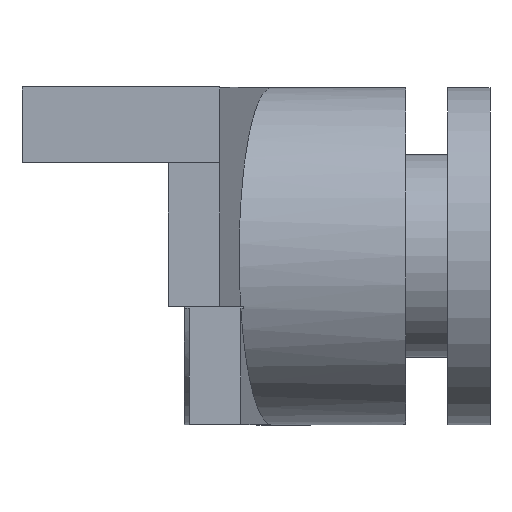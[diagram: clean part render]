
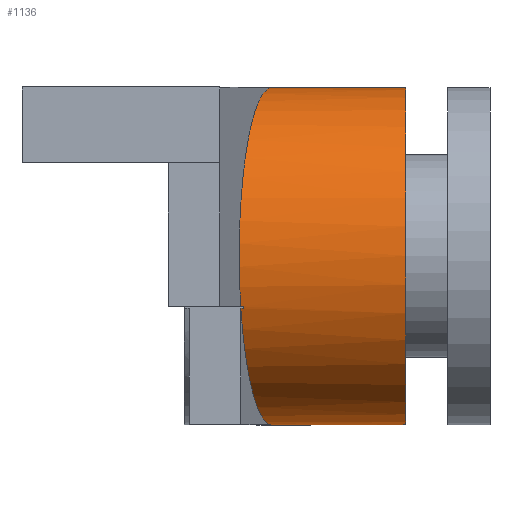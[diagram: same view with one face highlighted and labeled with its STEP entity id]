
A CAD part, top view. The second image highlights one B-rep face of the part: STEP entity #1136.
In plain terms, the highlighted cylindrical face has radius 10 mm (diameter 20 mm), a partial arc.
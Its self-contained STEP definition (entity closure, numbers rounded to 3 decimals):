
#57=CARTESIAN_POINT('Axis2P3D Location',(-7.5,0.,0.)) ;
#61=CARTESIAN_POINT('Vertex',(-7.5,-3.,9.539)) ;
#63=CARTESIAN_POINT('Vertex',(-7.5,-3.122,9.5)) ;
#128=CARTESIAN_POINT('Axis2P3D Location',(-1.936,0.,0.)) ;
#314=CARTESIAN_POINT('Control Point',(-5.831,10.,0.013)) ;
#315=CARTESIAN_POINT('Control Point',(-6.225,9.997,2.065)) ;
#316=CARTESIAN_POINT('Control Point',(-6.62,9.468,4.117)) ;
#317=CARTESIAN_POINT('Control Point',(-6.981,8.412,5.995)) ;
#318=CARTESIAN_POINT('Control Point',(-7.511,5.699,8.753)) ;
#319=CARTESIAN_POINT('Control Point',(-7.753,2.055,10.009)) ;
#320=CARTESIAN_POINT('Control Point',(-7.792,0.325,10.213)) ;
#321=CARTESIAN_POINT('Control Point',(-7.76,-1.393,10.045)) ;
#322=CARTESIAN_POINT('Control Point',(-7.663,-3.,9.539)) ;
#323=CARTESIAN_POINT('Vertex',(-5.831,10.,0.013)) ;
#325=CARTESIAN_POINT('Vertex',(-7.663,-3.,9.539)) ;
#361=CARTESIAN_POINT('Line Origine',(-1.936,-10.,0.)) ;
#365=CARTESIAN_POINT('Vertex',(-5.828,-10.,0.)) ;
#367=CARTESIAN_POINT('Vertex',(2.128,-10.,0.)) ;
#393=CARTESIAN_POINT('Vertex',(-5.828,10.,0.)) ;
#396=CARTESIAN_POINT('Line Origine',(-1.936,10.,0.)) ;
#400=CARTESIAN_POINT('Vertex',(2.128,10.,0.)) ;
#912=CARTESIAN_POINT('Axis2P3D Location',(2.128,0.,0.)) ;
#1034=CARTESIAN_POINT('Control Point',(-5.828,10.,0.)) ;
#1035=CARTESIAN_POINT('Control Point',(-5.831,10.,0.013)) ;
#1095=CARTESIAN_POINT('Control Point',(-7.655,-3.122,9.5)) ;
#1096=CARTESIAN_POINT('Control Point',(-7.503,-5.526,8.71)) ;
#1097=CARTESIAN_POINT('Control Point',(-7.205,-7.674,7.162)) ;
#1098=CARTESIAN_POINT('Control Point',(-6.785,-9.226,4.978)) ;
#1099=CARTESIAN_POINT('Control Point',(-6.307,-10.,2.489)) ;
#1100=CARTESIAN_POINT('Control Point',(-5.828,-10.,0.)) ;
#1101=CARTESIAN_POINT('Vertex',(-7.655,-3.122,9.5)) ;
#1115=CARTESIAN_POINT('Line Origine',(-1.936,-3.,9.539)) ;
#1120=CARTESIAN_POINT('Line Origine',(-1.936,-3.122,9.5)) ;
#58=DIRECTION('Axis2P3D Direction',(1.,0.,0.)) ;
#129=DIRECTION('Axis2P3D Direction',(1.,0.,0.)) ;
#130=DIRECTION('Axis2P3D XDirection',(0.,1.,0.)) ;
#362=DIRECTION('Vector Direction',(1.,0.,0.)) ;
#397=DIRECTION('Vector Direction',(1.,0.,0.)) ;
#913=DIRECTION('Axis2P3D Direction',(1.,0.,0.)) ;
#1116=DIRECTION('Vector Direction',(1.,0.,0.)) ;
#1121=DIRECTION('Vector Direction',(1.,0.,0.)) ;
#59=AXIS2_PLACEMENT_3D('Circle Axis2P3D',#57,#58,$) ;
#131=AXIS2_PLACEMENT_3D('Cylinder Axis2P3D',#128,#129,#130) ;
#914=AXIS2_PLACEMENT_3D('Circle Axis2P3D',#912,#913,$) ;
#1126=ORIENTED_EDGE('',*,*,#1103,.T.) ;
#1127=ORIENTED_EDGE('',*,*,#369,.T.) ;
#1128=ORIENTED_EDGE('',*,*,#916,.F.) ;
#1129=ORIENTED_EDGE('',*,*,#402,.F.) ;
#1130=ORIENTED_EDGE('',*,*,#1036,.T.) ;
#1131=ORIENTED_EDGE('',*,*,#327,.T.) ;
#1132=ORIENTED_EDGE('',*,*,#1119,.F.) ;
#1133=ORIENTED_EDGE('',*,*,#65,.T.) ;
#1134=ORIENTED_EDGE('',*,*,#1124,.T.) ;
#363=VECTOR('Line Direction',#362,1.) ;
#398=VECTOR('Line Direction',#397,1.) ;
#1117=VECTOR('Line Direction',#1116,1.) ;
#1122=VECTOR('Line Direction',#1121,1.) ;
#1136=ADVANCED_FACE('appui-seringue',(#1135),#132,.T.) ;
#313=B_SPLINE_CURVE_WITH_KNOTS('',5,(#314,#315,#316,#317,#318,#319,#320,#321,#322),.UNSPECIFIED.,.F.,.U.,(6,3,6),(0.019,14.795,26.73),.UNSPECIFIED.) ;
#1033=B_SPLINE_CURVE_WITH_KNOTS('',1,(#1034,#1035),.UNSPECIFIED.,.F.,.U.,(2,2),(-1.921,-1.908),.UNSPECIFIED.) ;
#1094=B_SPLINE_CURVE_WITH_KNOTS('',5,(#1095,#1096,#1097,#1098,#1099,#1100),.UNSPECIFIED.,.F.,.U.,(6,6),(26.912,44.836),.UNSPECIFIED.) ;
#60=CIRCLE('generated circle',#59,10.) ;
#915=CIRCLE('generated circle',#914,10.) ;
#132=CYLINDRICAL_SURFACE('generated cylinder',#131,10.) ;
#65=EDGE_CURVE('',#62,#64,#60,.T.) ;
#327=EDGE_CURVE('',#324,#326,#313,.T.) ;
#369=EDGE_CURVE('',#366,#368,#364,.T.) ;
#402=EDGE_CURVE('',#394,#401,#399,.T.) ;
#916=EDGE_CURVE('',#401,#368,#915,.T.) ;
#1036=EDGE_CURVE('',#394,#324,#1033,.T.) ;
#1103=EDGE_CURVE('',#1102,#366,#1094,.T.) ;
#1119=EDGE_CURVE('',#62,#326,#1118,.F.) ;
#1124=EDGE_CURVE('',#64,#1102,#1123,.F.) ;
#1125=EDGE_LOOP('',(#1126,#1127,#1128,#1129,#1130,#1131,#1132,#1133,#1134)) ;
#1135=FACE_OUTER_BOUND('',#1125,.T.) ;
#364=LINE('Line',#361,#363) ;
#399=LINE('Line',#396,#398) ;
#1118=LINE('Line',#1115,#1117) ;
#1123=LINE('Line',#1120,#1122) ;
#62=VERTEX_POINT('',#61) ;
#64=VERTEX_POINT('',#63) ;
#324=VERTEX_POINT('',#323) ;
#326=VERTEX_POINT('',#325) ;
#366=VERTEX_POINT('',#365) ;
#368=VERTEX_POINT('',#367) ;
#394=VERTEX_POINT('',#393) ;
#401=VERTEX_POINT('',#400) ;
#1102=VERTEX_POINT('',#1101) ;
